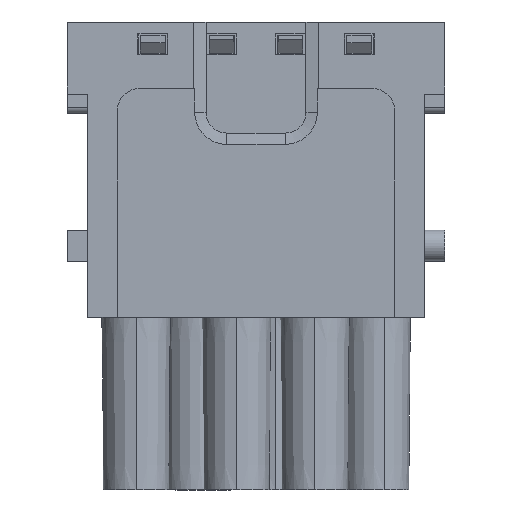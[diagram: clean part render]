
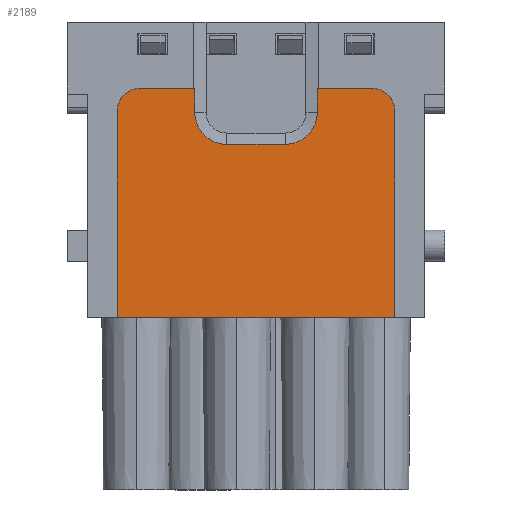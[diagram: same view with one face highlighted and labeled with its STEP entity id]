
A CAD part, left-side view. The second image highlights one B-rep face of the part: STEP entity #2189.
In plain terms, the highlighted planar face has unit normal (-1, 0, 0).
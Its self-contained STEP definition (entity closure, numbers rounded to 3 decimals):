
#1987=AXIS2_PLACEMENT_3D('Circle Axis2P3D',#1985,#1986,$) ;
#2108=AXIS2_PLACEMENT_3D('Plane Axis2P3D',#2105,#2106,#2107) ;
#2165=AXIS2_PLACEMENT_3D('Circle Axis2P3D',#2163,#2164,$) ;
#885=CARTESIAN_POINT('Line Origine',(0.02,17.,15.55)) ;
#889=CARTESIAN_POINT('Vertex',(0.02,4.5,15.55)) ;
#891=CARTESIAN_POINT('Vertex',(0.02,29.5,15.55)) ;
#1935=CARTESIAN_POINT('Vertex',(0.02,11.479,34.016)) ;
#1938=CARTESIAN_POINT('Line Origine',(0.02,11.479,35.083)) ;
#1942=CARTESIAN_POINT('Vertex',(0.02,11.479,36.15)) ;
#1959=CARTESIAN_POINT('Line Origine',(0.02,8.99,36.15)) ;
#1963=CARTESIAN_POINT('Vertex',(0.02,6.5,36.15)) ;
#1982=CARTESIAN_POINT('Vertex',(0.02,4.5,34.15)) ;
#1985=CARTESIAN_POINT('Axis2P3D Location',(0.02,6.5,34.15)) ;
#1997=CARTESIAN_POINT('Line Origine',(0.02,4.5,24.85)) ;
#2105=CARTESIAN_POINT('Axis2P3D Location',(0.02,17.,35.5)) ;
#2111=CARTESIAN_POINT('Control Point',(0.02,14.366,31.129)) ;
#2112=CARTESIAN_POINT('Control Point',(0.02,14.033,31.129)) ;
#2113=CARTESIAN_POINT('Control Point',(0.02,13.7,31.177)) ;
#2114=CARTESIAN_POINT('Control Point',(0.02,13.376,31.273)) ;
#2115=CARTESIAN_POINT('Control Point',(0.02,12.766,31.556)) ;
#2116=CARTESIAN_POINT('Control Point',(0.02,12.26,31.999)) ;
#2117=CARTESIAN_POINT('Control Point',(0.02,12.041,32.256)) ;
#2118=CARTESIAN_POINT('Control Point',(0.02,11.733,32.747)) ;
#2119=CARTESIAN_POINT('Control Point',(0.02,11.555,33.296)) ;
#2120=CARTESIAN_POINT('Control Point',(0.02,11.504,33.534)) ;
#2121=CARTESIAN_POINT('Control Point',(0.02,11.479,33.775)) ;
#2122=CARTESIAN_POINT('Control Point',(0.02,11.479,34.016)) ;
#2123=CARTESIAN_POINT('Vertex',(0.02,14.366,31.129)) ;
#2126=CARTESIAN_POINT('Line Origine',(0.02,17.,31.129)) ;
#2130=CARTESIAN_POINT('Vertex',(0.02,19.634,31.129)) ;
#2134=CARTESIAN_POINT('Control Point',(0.02,22.521,34.016)) ;
#2135=CARTESIAN_POINT('Control Point',(0.02,22.521,33.683)) ;
#2136=CARTESIAN_POINT('Control Point',(0.02,22.473,33.35)) ;
#2137=CARTESIAN_POINT('Control Point',(0.02,22.377,33.026)) ;
#2138=CARTESIAN_POINT('Control Point',(0.02,22.094,32.416)) ;
#2139=CARTESIAN_POINT('Control Point',(0.02,21.651,31.91)) ;
#2140=CARTESIAN_POINT('Control Point',(0.02,21.394,31.691)) ;
#2141=CARTESIAN_POINT('Control Point',(0.02,20.903,31.383)) ;
#2142=CARTESIAN_POINT('Control Point',(0.02,20.354,31.205)) ;
#2143=CARTESIAN_POINT('Control Point',(0.02,20.116,31.154)) ;
#2144=CARTESIAN_POINT('Control Point',(0.02,19.875,31.129)) ;
#2145=CARTESIAN_POINT('Control Point',(0.02,19.634,31.129)) ;
#2146=CARTESIAN_POINT('Vertex',(0.02,22.521,34.016)) ;
#2149=CARTESIAN_POINT('Line Origine',(0.02,22.521,35.083)) ;
#2153=CARTESIAN_POINT('Vertex',(0.02,22.521,36.15)) ;
#2156=CARTESIAN_POINT('Line Origine',(0.02,25.01,36.15)) ;
#2160=CARTESIAN_POINT('Vertex',(0.02,27.5,36.15)) ;
#2163=CARTESIAN_POINT('Axis2P3D Location',(0.02,27.5,34.15)) ;
#2167=CARTESIAN_POINT('Vertex',(0.02,29.5,34.15)) ;
#2170=CARTESIAN_POINT('Line Origine',(0.02,29.5,24.85)) ;
#886=DIRECTION('Vector Direction',(0.,-1.,0.)) ;
#1939=DIRECTION('Vector Direction',(0.,0.,1.)) ;
#1960=DIRECTION('Vector Direction',(0.,1.,0.)) ;
#1986=DIRECTION('Axis2P3D Direction',(1.,0.,0.)) ;
#1998=DIRECTION('Vector Direction',(0.,0.,1.)) ;
#2106=DIRECTION('Axis2P3D Direction',(1.,0.,0.)) ;
#2107=DIRECTION('Axis2P3D XDirection',(0.,1.,0.)) ;
#2127=DIRECTION('Vector Direction',(0.,-1.,0.)) ;
#2150=DIRECTION('Vector Direction',(0.,0.,-1.)) ;
#2157=DIRECTION('Vector Direction',(0.,1.,0.)) ;
#2164=DIRECTION('Axis2P3D Direction',(1.,0.,0.)) ;
#2171=DIRECTION('Vector Direction',(0.,0.,-1.)) ;
#887=VECTOR('Line Direction',#886,1.) ;
#1940=VECTOR('Line Direction',#1939,1.) ;
#1961=VECTOR('Line Direction',#1960,1.) ;
#1999=VECTOR('Line Direction',#1998,1.) ;
#2128=VECTOR('Line Direction',#2127,1.) ;
#2151=VECTOR('Line Direction',#2150,1.) ;
#2158=VECTOR('Line Direction',#2157,1.) ;
#2172=VECTOR('Line Direction',#2171,1.) ;
#2176=ORIENTED_EDGE('',*,*,#893,.F.) ;
#2177=ORIENTED_EDGE('',*,*,#2001,.T.) ;
#2178=ORIENTED_EDGE('',*,*,#1989,.T.) ;
#2179=ORIENTED_EDGE('',*,*,#1965,.T.) ;
#2180=ORIENTED_EDGE('',*,*,#1944,.F.) ;
#2181=ORIENTED_EDGE('',*,*,#2125,.T.) ;
#2182=ORIENTED_EDGE('',*,*,#2132,.F.) ;
#2183=ORIENTED_EDGE('',*,*,#2148,.T.) ;
#2184=ORIENTED_EDGE('',*,*,#2155,.T.) ;
#2185=ORIENTED_EDGE('',*,*,#2162,.T.) ;
#2186=ORIENTED_EDGE('',*,*,#2169,.T.) ;
#2187=ORIENTED_EDGE('',*,*,#2174,.T.) ;
#2189=ADVANCED_FACE('V1',(#2188),#2109,.F.) ;
#2110=B_SPLINE_CURVE_WITH_KNOTS('',5,(#2111,#2112,#2113,#2114,#2115,#2116,#2117,#2118,#2119,#2120,#2121,#2122),.UNSPECIFIED.,.F.,.U.,(6,3,3,6),(0.,2.361,4.722,6.432),.UNSPECIFIED.) ;
#2133=B_SPLINE_CURVE_WITH_KNOTS('',5,(#2134,#2135,#2136,#2137,#2138,#2139,#2140,#2141,#2142,#2143,#2144,#2145),.UNSPECIFIED.,.F.,.U.,(6,3,3,6),(0.,2.361,4.722,6.432),.UNSPECIFIED.) ;
#1988=CIRCLE('generated circle',#1987,2.) ;
#2166=CIRCLE('generated circle',#2165,2.) ;
#893=EDGE_CURVE('',#890,#892,#888,.F.) ;
#1944=EDGE_CURVE('',#1936,#1943,#1941,.T.) ;
#1965=EDGE_CURVE('',#1964,#1943,#1962,.T.) ;
#1989=EDGE_CURVE('',#1983,#1964,#1988,.F.) ;
#2001=EDGE_CURVE('',#890,#1983,#2000,.T.) ;
#2125=EDGE_CURVE('',#1936,#2124,#2110,.F.) ;
#2132=EDGE_CURVE('',#2131,#2124,#2129,.T.) ;
#2148=EDGE_CURVE('',#2131,#2147,#2133,.F.) ;
#2155=EDGE_CURVE('',#2147,#2154,#2152,.F.) ;
#2162=EDGE_CURVE('',#2154,#2161,#2159,.T.) ;
#2169=EDGE_CURVE('',#2161,#2168,#2166,.F.) ;
#2174=EDGE_CURVE('',#2168,#892,#2173,.T.) ;
#2175=EDGE_LOOP('',(#2176,#2177,#2178,#2179,#2180,#2181,#2182,#2183,#2184,#2185,#2186,#2187)) ;
#2188=FACE_OUTER_BOUND('',#2175,.T.) ;
#888=LINE('Line',#885,#887) ;
#1941=LINE('Line',#1938,#1940) ;
#1962=LINE('Line',#1959,#1961) ;
#2000=LINE('Line',#1997,#1999) ;
#2129=LINE('Line',#2126,#2128) ;
#2152=LINE('Line',#2149,#2151) ;
#2159=LINE('Line',#2156,#2158) ;
#2173=LINE('Line',#2170,#2172) ;
#2109=PLANE('',#2108) ;
#890=VERTEX_POINT('',#889) ;
#892=VERTEX_POINT('',#891) ;
#1936=VERTEX_POINT('',#1935) ;
#1943=VERTEX_POINT('',#1942) ;
#1964=VERTEX_POINT('',#1963) ;
#1983=VERTEX_POINT('',#1982) ;
#2124=VERTEX_POINT('',#2123) ;
#2131=VERTEX_POINT('',#2130) ;
#2147=VERTEX_POINT('',#2146) ;
#2154=VERTEX_POINT('',#2153) ;
#2161=VERTEX_POINT('',#2160) ;
#2168=VERTEX_POINT('',#2167) ;
